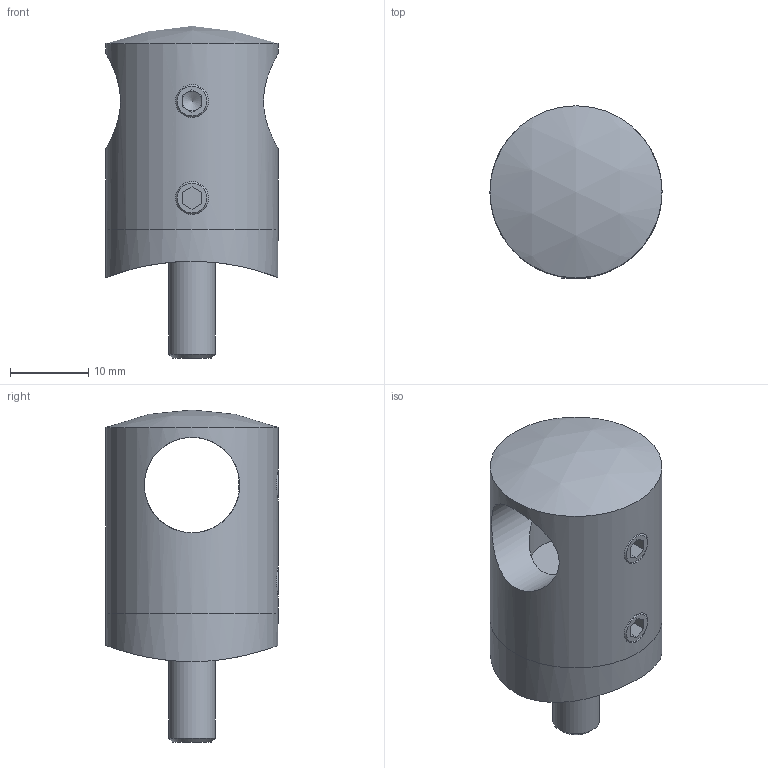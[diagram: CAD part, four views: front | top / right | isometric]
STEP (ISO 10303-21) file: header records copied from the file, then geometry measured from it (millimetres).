
FILE_DESCRIPTION (( 'STEP AP203' ), '1' );
FILE_NAME ('50387-240A.STEP', '2021-10-12T13:40:21', ( '' ), ( '' ), 'SwSTEP 2.0', 'SolidWorks 2018', '' );
FILE_SCHEMA (( 'CONFIG_CONTROL_DESIGN' ));
Length unit declared in the file: millimetre
Products named in the file (12): Oberteil; 50387-240A; Unterteil_Teil2 60,3; Unterteil; DIN913_DIN 913 M5x5; Oberteil_Teil1 12,2; DIN913; DIN914; DIN914_DIN 914 M5x6; DIN 7991 Konfig_M6x25; DIN 7991 Konfig
Assembly tree (7 placements, depth 2):
  Oberteil
  50387-240A
    DIN913
    DIN914
  Unterteil
  50387-240A
    Unterteil_Teil2 60,3
    Oberteil_Teil1 12,2
    DIN913_DIN 913 M5x5
    DIN914_DIN 914 M5x6
    DIN 7991 Konfig_M6x25
  DIN 7991 Konfig
Bounding box: 22 x 22 x 42.45 mm (x, y, z)
Volume: 8127.1 mm3; surface area: 5886.8 mm2
Topology: 5 solids, 5 shells, 347 faces, 909 edges, 603 vertices
Faces by surface type: plane 188, bspline 131, cylinder 15, cone 12, sphere 1
Full cylindrical faces by diameter (mm): 4.2 x2, 5 x2, 6 x1, 6.5 x1, 11.9 x2, 12 x2, 12.2 x1, 18 x1, 22 x2
Entity records: 21566 total; most frequent: CARTESIAN_POINT 12929, ORIENTED_EDGE 1742, DIRECTION 1084, EDGE_CURVE 871, VERTEX_POINT 590, VECTOR 560, LINE 560, EDGE_LOOP 413
